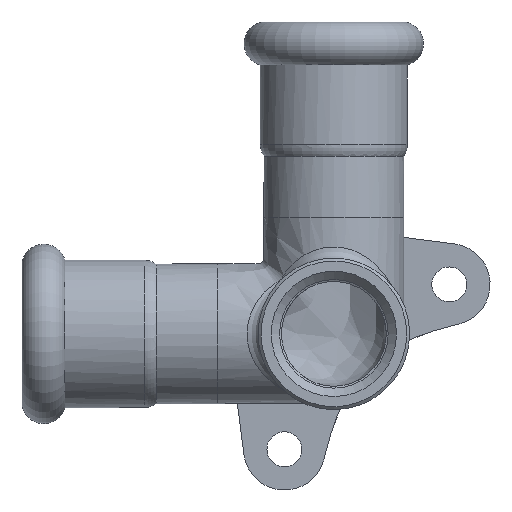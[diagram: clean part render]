
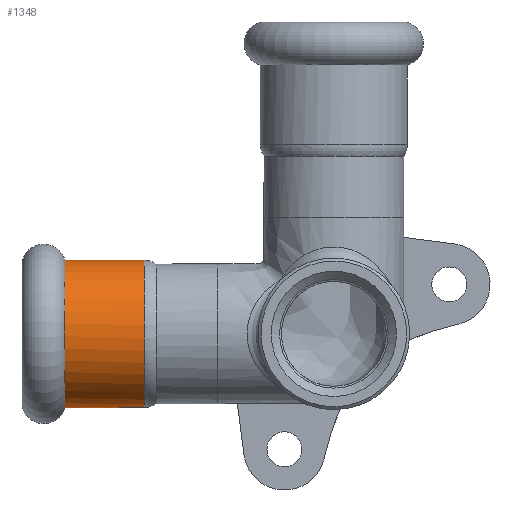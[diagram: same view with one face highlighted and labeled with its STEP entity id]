
A CAD part, front view. The second image highlights one B-rep face of the part: STEP entity #1348.
In plain terms, the highlighted cylindrical face has radius 12.65 mm (diameter 25.3 mm), a full revolution.
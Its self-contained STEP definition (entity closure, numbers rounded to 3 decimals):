
#110=LINE('',#2128,#151);
#151=VECTOR('',#1727,12.65);
#192=CYLINDRICAL_SURFACE('',#1480,12.65);
#221=FACE_OUTER_BOUND('',#290,.T.);
#290=EDGE_LOOP('',(#938,#939,#940,#941,#942,#943,#944,#945));
#360=CIRCLE('',#1432,12.65);
#361=CIRCLE('',#1433,12.65);
#362=CIRCLE('',#1434,12.65);
#393=CIRCLE('',#1473,12.65);
#394=CIRCLE('',#1474,12.65);
#395=CIRCLE('',#1475,12.65);
#493=VERTEX_POINT('',#2039);
#494=VERTEX_POINT('',#2041);
#495=VERTEX_POINT('',#2043);
#522=VERTEX_POINT('',#2114);
#523=VERTEX_POINT('',#2115);
#524=VERTEX_POINT('',#2117);
#651=EDGE_CURVE('',#493,#494,#360,.T.);
#652=EDGE_CURVE('',#494,#495,#361,.T.);
#653=EDGE_CURVE('',#495,#493,#362,.T.);
#688=EDGE_CURVE('',#522,#523,#393,.T.);
#689=EDGE_CURVE('',#524,#522,#394,.T.);
#690=EDGE_CURVE('',#523,#524,#395,.T.);
#695=EDGE_CURVE('',#495,#524,#110,.T.);
#938=ORIENTED_EDGE('',*,*,#652,.F.);
#939=ORIENTED_EDGE('',*,*,#651,.F.);
#940=ORIENTED_EDGE('',*,*,#653,.F.);
#941=ORIENTED_EDGE('',*,*,#695,.T.);
#942=ORIENTED_EDGE('',*,*,#689,.T.);
#943=ORIENTED_EDGE('',*,*,#688,.T.);
#944=ORIENTED_EDGE('',*,*,#690,.T.);
#945=ORIENTED_EDGE('',*,*,#695,.F.);
#1348=ADVANCED_FACE('',(#221),#192,.T.);
#1432=AXIS2_PLACEMENT_3D('',#2042,#1625,#1626);
#1433=AXIS2_PLACEMENT_3D('',#2044,#1627,#1628);
#1434=AXIS2_PLACEMENT_3D('',#2045,#1629,#1630);
#1473=AXIS2_PLACEMENT_3D('',#2116,#1711,#1712);
#1474=AXIS2_PLACEMENT_3D('',#2118,#1713,#1714);
#1475=AXIS2_PLACEMENT_3D('',#2119,#1715,#1716);
#1480=AXIS2_PLACEMENT_3D('',#2127,#1725,#1726);
#1625=DIRECTION('center_axis',(-1.,0.,0.));
#1626=DIRECTION('ref_axis',(0.,-0.393,0.919));
#1627=DIRECTION('center_axis',(-1.,0.,0.));
#1628=DIRECTION('ref_axis',(0.,-0.393,0.919));
#1629=DIRECTION('center_axis',(-1.,0.,0.));
#1630=DIRECTION('ref_axis',(0.,-0.393,0.919));
#1711=DIRECTION('center_axis',(-1.,0.,0.));
#1712=DIRECTION('ref_axis',(0.,-0.393,0.919));
#1713=DIRECTION('center_axis',(-1.,0.,0.));
#1714=DIRECTION('ref_axis',(0.,-0.393,0.919));
#1715=DIRECTION('center_axis',(-1.,0.,0.));
#1716=DIRECTION('ref_axis',(0.,-0.393,0.919));
#1725=DIRECTION('center_axis',(-1.,0.,0.));
#1726=DIRECTION('ref_axis',(0.,-0.393,0.919));
#1727=DIRECTION('',(1.,0.,0.));
#2039=CARTESIAN_POINT('',(-46.139,0.,-12.65));
#2041=CARTESIAN_POINT('',(-46.139,-4.976,11.63));
#2042=CARTESIAN_POINT('Origin',(-46.139,0.,
0.));
#2043=CARTESIAN_POINT('',(-46.139,4.976,-11.63));
#2044=CARTESIAN_POINT('Origin',(-46.139,0.,
0.));
#2045=CARTESIAN_POINT('Origin',(-46.139,0.,
0.));
#2114=CARTESIAN_POINT('',(-32.5,-4.976,11.63));
#2115=CARTESIAN_POINT('',(-32.5,11.63,4.976));
#2116=CARTESIAN_POINT('Origin',(-32.5,0.,0.));
#2117=CARTESIAN_POINT('',(-32.5,4.976,-11.63));
#2118=CARTESIAN_POINT('Origin',(-32.5,0.,0.));
#2119=CARTESIAN_POINT('Origin',(-32.5,0.,0.));
#2127=CARTESIAN_POINT('Origin',(-39.319,0.,
0.));
#2128=CARTESIAN_POINT('',(-39.319,4.976,-11.63));
